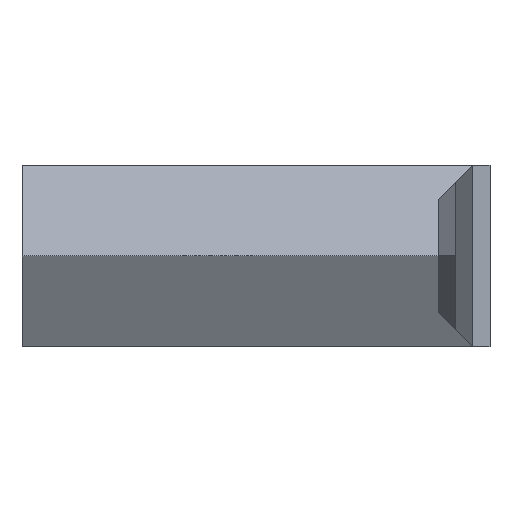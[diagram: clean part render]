
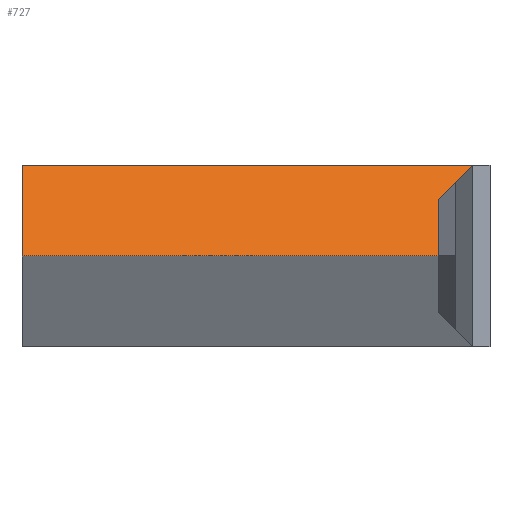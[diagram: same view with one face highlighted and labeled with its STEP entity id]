
A CAD part, front view. The second image highlights one B-rep face of the part: STEP entity #727.
In plain terms, the highlighted planar face has unit normal (0, -0.866, 0.5).
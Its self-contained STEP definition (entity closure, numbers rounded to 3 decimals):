
#57=FACE_OUTER_BOUND('',#97,.T.);
#97=EDGE_LOOP('',(#591,#592,#593,#594,#595));
#121=LINE('',#1003,#213);
#156=LINE('',#1075,#248);
#162=LINE('',#1087,#254);
#196=LINE('',#1155,#288);
#197=LINE('',#1156,#289);
#213=VECTOR('',#811,10.);
#248=VECTOR('',#868,10.);
#254=VECTOR('',#880,10.);
#288=VECTOR('',#938,10.);
#289=VECTOR('',#939,10.);
#305=VERTEX_POINT('',#1000);
#306=VERTEX_POINT('',#1002);
#332=VERTEX_POINT('',#1073);
#335=VERTEX_POINT('',#1086);
#357=VERTEX_POINT('',#1154);
#369=EDGE_CURVE('',#305,#306,#121,.T.);
#404=EDGE_CURVE('',#332,#305,#156,.T.);
#410=EDGE_CURVE('',#332,#335,#162,.T.);
#446=EDGE_CURVE('',#357,#335,#196,.T.);
#447=EDGE_CURVE('',#306,#357,#197,.T.);
#591=ORIENTED_EDGE('',*,*,#404,.F.);
#592=ORIENTED_EDGE('',*,*,#410,.T.);
#593=ORIENTED_EDGE('',*,*,#446,.F.);
#594=ORIENTED_EDGE('',*,*,#447,.F.);
#595=ORIENTED_EDGE('',*,*,#369,.F.);
#690=PLANE('',#783);
#727=ADVANCED_FACE('',(#57),#690,.T.);
#783=AXIS2_PLACEMENT_3D('',#1153,#936,#937);
#811=DIRECTION('',(0.,-0.5,-0.866));
#868=DIRECTION('',(-0.655,-0.378,-0.655));
#880=DIRECTION('',(-1.,0.,0.));
#936=DIRECTION('center_axis',(0.,-0.866,0.5));
#937=DIRECTION('ref_axis',(0.,0.5,0.866));
#938=DIRECTION('',(0.,0.5,0.866));
#939=DIRECTION('',(-1.,0.,0.));
#1000=CARTESIAN_POINT('',(-38.,-111.297,10.2));
#1002=CARTESIAN_POINT('',(-38.,-114.299,5.));
#1003=CARTESIAN_POINT('',(-38.,-107.512,16.756));
#1073=CARTESIAN_POINT('',(-34.8,-109.45,13.4));
#1075=CARTESIAN_POINT('',(-35.69,-109.963,12.51));
#1086=CARTESIAN_POINT('',(-76.4,-109.45,13.4));
#1087=CARTESIAN_POINT('',(-36.4,-109.45,13.4));
#1153=CARTESIAN_POINT('Origin',(-36.4,-114.299,5.));
#1154=CARTESIAN_POINT('',(-76.4,-114.299,5.));
#1155=CARTESIAN_POINT('',(-76.4,-114.299,5.));
#1156=CARTESIAN_POINT('',(-36.4,-114.299,5.));
